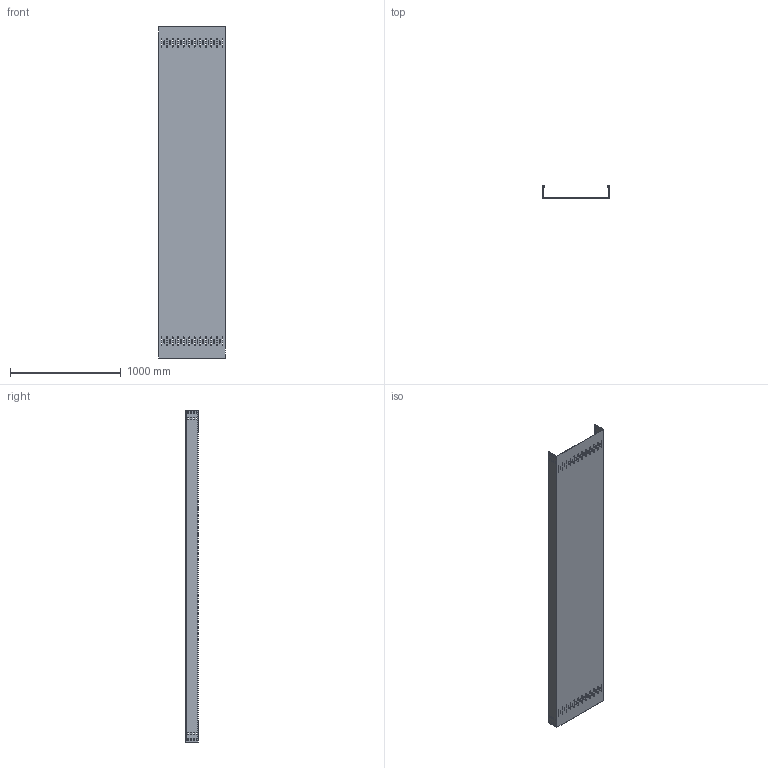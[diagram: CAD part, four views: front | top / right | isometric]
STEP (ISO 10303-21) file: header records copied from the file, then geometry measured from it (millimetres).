
FILE_DESCRIPTION (( 'STEP AP214' ), '1' );
FILE_NAME ('6061991.stp', '2019-12-11T10:27:03', ( '' ), ( '' ), 'SwSTEP 2.0', 'SolidWorks 2018', '' );
FILE_SCHEMA (( 'AUTOMOTIVE_DESIGN' ));
Length unit declared in the file: millimetre
Products named in the file (1): 6061991
Bounding box: 600 x 111 x 3000 mm (x, y, z)
Volume: 5022320.7 mm3; surface area: 5050844.6 mm2
Topology: 1 solids, 1 shells, 544 faces, 1610 edges, 1068 vertices
Faces by surface type: cylinder 310, plane 234
Entity records: 18828 total; most frequent: DIRECTION 3320, CARTESIAN_POINT 3223, ORIENTED_EDGE 3220, EDGE_CURVE 1610, AXIS2_PLACEMENT_3D 1165, VERTEX_POINT 1068, VECTOR 990, LINE 990
